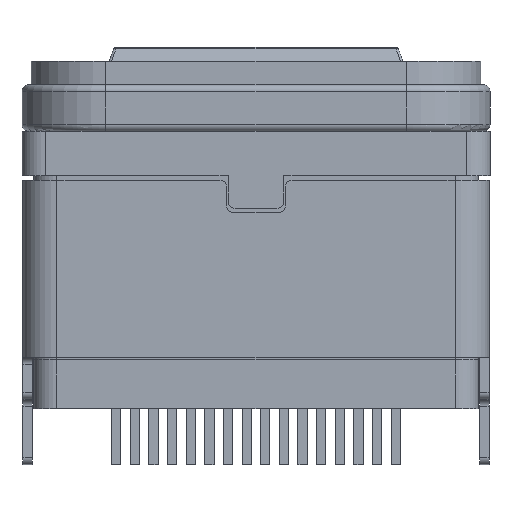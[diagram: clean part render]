
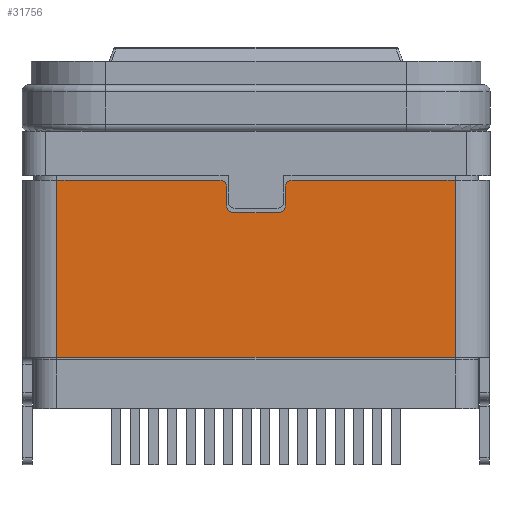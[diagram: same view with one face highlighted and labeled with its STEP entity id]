
A CAD part, front view. The second image highlights one B-rep face of the part: STEP entity #31756.
In plain terms, the highlighted planar face has unit normal (0, -1, 0).
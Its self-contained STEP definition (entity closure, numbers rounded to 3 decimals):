
#9 = DIRECTION ( 'NONE',  ( 0., -1., 0. ) ) ;
#306 = CARTESIAN_POINT ( 'NONE',  ( -0.625, -1.91, 4.35 ) ) ;
#430 = LINE ( 'NONE', #2574, #23885 ) ;
#1143 = CARTESIAN_POINT ( 'NONE',  ( -4.27, -1.91, 1.1 ) ) ;
#2525 = CARTESIAN_POINT ( 'NONE',  ( -0.775, -1.91, 4.75 ) ) ;
#2574 = CARTESIAN_POINT ( 'NONE',  ( -4.27, -1.91, 4.9 ) ) ;
#2608 = CARTESIAN_POINT ( 'NONE',  ( -0.625, -1.91, 5.6 ) ) ;
#2689 = VERTEX_POINT ( 'NONE', #1143 ) ;
#2768 = EDGE_CURVE ( 'NONE', #33863, #23211, #3211, .T. ) ;
#3110 = CARTESIAN_POINT ( 'NONE',  ( 0.625, -1.91, 4.75 ) ) ;
#3211 = CIRCLE ( 'NONE', #17970, 0.15 ) ;
#3369 = DIRECTION ( 'NONE',  ( 0., 0., 1. ) ) ;
#3749 = ORIENTED_EDGE ( 'NONE', *, *, #24408, .F. ) ;
#4120 = CARTESIAN_POINT ( 'NONE',  ( -0.475, -1.91, 4.35 ) ) ;
#4595 = ORIENTED_EDGE ( 'NONE', *, *, #14957, .F. ) ;
#5189 = LINE ( 'NONE', #21178, #34336 ) ;
#5588 = VECTOR ( 'NONE', #20383, 1000. ) ;
#5781 = AXIS2_PLACEMENT_3D ( 'NONE', #22631, #31249, #15178 ) ;
#6644 = EDGE_CURVE ( 'NONE', #16558, #11121, #8728, .T. ) ;
#6646 = ORIENTED_EDGE ( 'NONE', *, *, #6644, .F. ) ;
#7166 = FACE_OUTER_BOUND ( 'NONE', #33266, .T. ) ;
#7538 = DIRECTION ( 'NONE',  ( 1., 0., 0. ) ) ;
#8200 = ORIENTED_EDGE ( 'NONE', *, *, #26527, .T. ) ;
#8728 = LINE ( 'NONE', #27827, #26720 ) ;
#8930 = VERTEX_POINT ( 'NONE', #16423 ) ;
#9543 = EDGE_CURVE ( 'NONE', #16558, #8930, #15618, .T. ) ;
#9577 = VECTOR ( 'NONE', #26639, 1000. ) ;
#10690 = VERTEX_POINT ( 'NONE', #18710 ) ;
#11121 = VERTEX_POINT ( 'NONE', #3110 ) ;
#11292 = DIRECTION ( 'NONE',  ( 0., 0., -1. ) ) ;
#11296 = EDGE_CURVE ( 'NONE', #29677, #17726, #29498, .T. ) ;
#11394 = CIRCLE ( 'NONE', #34300, 0.15 ) ;
#11588 = EDGE_CURVE ( 'NONE', #33863, #8930, #12290, .T. ) ;
#11814 = VERTEX_POINT ( 'NONE', #19381 ) ;
#12109 = DIRECTION ( 'NONE',  ( 0., 0., 1. ) ) ;
#12290 = LINE ( 'NONE', #20654, #17859 ) ;
#13079 = CARTESIAN_POINT ( 'NONE',  ( -0.775, -1.91, 4.9 ) ) ;
#13988 = DIRECTION ( 'NONE',  ( 0., 1., 0. ) ) ;
#14326 = DIRECTION ( 'NONE',  ( 0., 0., 1. ) ) ;
#14892 = LINE ( 'NONE', #25764, #5588 ) ;
#14957 = EDGE_CURVE ( 'NONE', #11814, #2689, #14892, .T. ) ;
#15178 = DIRECTION ( 'NONE',  ( 0., 0., 1. ) ) ;
#15311 = ORIENTED_EDGE ( 'NONE', *, *, #9543, .T. ) ;
#15618 = CIRCLE ( 'NONE', #29310, 0.15 ) ;
#15788 = CARTESIAN_POINT ( 'NONE',  ( -4.27, -1.91, 4.9 ) ) ;
#15901 = ORIENTED_EDGE ( 'NONE', *, *, #28243, .T. ) ;
#15923 = CARTESIAN_POINT ( 'NONE',  ( 4.27, -1.91, 4.9 ) ) ;
#16423 = CARTESIAN_POINT ( 'NONE',  ( 0.475, -1.91, 4.2 ) ) ;
#16558 = VERTEX_POINT ( 'NONE', #25902 ) ;
#17509 = EDGE_CURVE ( 'NONE', #34413, #22197, #5189, .T. ) ;
#17726 = VERTEX_POINT ( 'NONE', #27958 ) ;
#17859 = VECTOR ( 'NONE', #23168, 1000. ) ;
#17873 = DIRECTION ( 'NONE',  ( 1., 0., 0. ) ) ;
#17970 = AXIS2_PLACEMENT_3D ( 'NONE', #4120, #34183, #12109 ) ;
#18199 = CARTESIAN_POINT ( 'NONE',  ( -4.27, -1.91, 4.9 ) ) ;
#18241 = CARTESIAN_POINT ( 'NONE',  ( 0.775, -1.91, 4.9 ) ) ;
#18574 = EDGE_CURVE ( 'NONE', #10690, #23211, #32257, .T. ) ;
#18710 = CARTESIAN_POINT ( 'NONE',  ( -0.625, -1.91, 4.75 ) ) ;
#19377 = AXIS2_PLACEMENT_3D ( 'NONE', #19441, #24985, #22964 ) ;
#19381 = CARTESIAN_POINT ( 'NONE',  ( 4.27, -1.91, 1.1 ) ) ;
#19441 = CARTESIAN_POINT ( 'NONE',  ( -4.27, -1.91, 4.9 ) ) ;
#19446 = ORIENTED_EDGE ( 'NONE', *, *, #2768, .T. ) ;
#20383 = DIRECTION ( 'NONE',  ( -1., 0., 0. ) ) ;
#20654 = CARTESIAN_POINT ( 'NONE',  ( -0.625, -1.91, 4.2 ) ) ;
#21178 = CARTESIAN_POINT ( 'NONE',  ( -4.27, -1.91, 4.9 ) ) ;
#21577 = LINE ( 'NONE', #15923, #9577 ) ;
#22197 = VERTEX_POINT ( 'NONE', #13079 ) ;
#22631 = CARTESIAN_POINT ( 'NONE',  ( 0.775, -1.91, 4.75 ) ) ;
#22964 = DIRECTION ( 'NONE',  ( 0., 0., 1. ) ) ;
#23077 = ORIENTED_EDGE ( 'NONE', *, *, #18574, .F. ) ;
#23168 = DIRECTION ( 'NONE',  ( 1., 0., 0. ) ) ;
#23211 = VERTEX_POINT ( 'NONE', #306 ) ;
#23885 = VECTOR ( 'NONE', #11292, 1000. ) ;
#24270 = ORIENTED_EDGE ( 'NONE', *, *, #17509, .F. ) ;
#24408 = EDGE_CURVE ( 'NONE', #17726, #11814, #21577, .T. ) ;
#24601 = DIRECTION ( 'NONE',  ( 0., 0., 1. ) ) ;
#24616 = CARTESIAN_POINT ( 'NONE',  ( -0.475, -1.91, 4.2 ) ) ;
#24985 = DIRECTION ( 'NONE',  ( 0., 1., 0. ) ) ;
#25764 = CARTESIAN_POINT ( 'NONE',  ( -5., -1.91, 1.1 ) ) ;
#25902 = CARTESIAN_POINT ( 'NONE',  ( 0.625, -1.91, 4.35 ) ) ;
#26527 = EDGE_CURVE ( 'NONE', #34413, #2689, #430, .T. ) ;
#26639 = DIRECTION ( 'NONE',  ( 0., 0., -1. ) ) ;
#26720 = VECTOR ( 'NONE', #3369, 1000. ) ;
#26776 = EDGE_CURVE ( 'NONE', #10690, #22197, #11394, .T. ) ;
#27251 = ORIENTED_EDGE ( 'NONE', *, *, #11296, .F. ) ;
#27539 = PLANE ( 'NONE',  #19377 ) ;
#27827 = CARTESIAN_POINT ( 'NONE',  ( 0.625, -1.91, 5.6 ) ) ;
#27958 = CARTESIAN_POINT ( 'NONE',  ( 4.27, -1.91, 4.9 ) ) ;
#28243 = EDGE_CURVE ( 'NONE', #29677, #11121, #34368, .T. ) ;
#29310 = AXIS2_PLACEMENT_3D ( 'NONE', #30253, #13988, #14326 ) ;
#29498 = LINE ( 'NONE', #18199, #34155 ) ;
#29677 = VERTEX_POINT ( 'NONE', #18241 ) ;
#30253 = CARTESIAN_POINT ( 'NONE',  ( 0.475, -1.91, 4.35 ) ) ;
#31249 = DIRECTION ( 'NONE',  ( 0., -1., 0. ) ) ;
#31756 = ADVANCED_FACE ( 'NONE', ( #7166 ), #27539, .F. ) ;
#32257 = LINE ( 'NONE', #2608, #32559 ) ;
#32438 = DIRECTION ( 'NONE',  ( 0., 0., -1. ) ) ;
#32559 = VECTOR ( 'NONE', #32438, 1000. ) ;
#33266 = EDGE_LOOP ( 'NONE', ( #27251, #15901, #6646, #15311, #33760, #19446, #23077, #34923, #24270, #8200, #4595, #3749 ) ) ;
#33760 = ORIENTED_EDGE ( 'NONE', *, *, #11588, .F. ) ;
#33863 = VERTEX_POINT ( 'NONE', #24616 ) ;
#34155 = VECTOR ( 'NONE', #17873, 1000. ) ;
#34183 = DIRECTION ( 'NONE',  ( 0., 1., 0. ) ) ;
#34300 = AXIS2_PLACEMENT_3D ( 'NONE', #2525, #9, #24601 ) ;
#34336 = VECTOR ( 'NONE', #7538, 1000. ) ;
#34368 = CIRCLE ( 'NONE', #5781, 0.15 ) ;
#34413 = VERTEX_POINT ( 'NONE', #15788 ) ;
#34923 = ORIENTED_EDGE ( 'NONE', *, *, #26776, .T. ) ;
